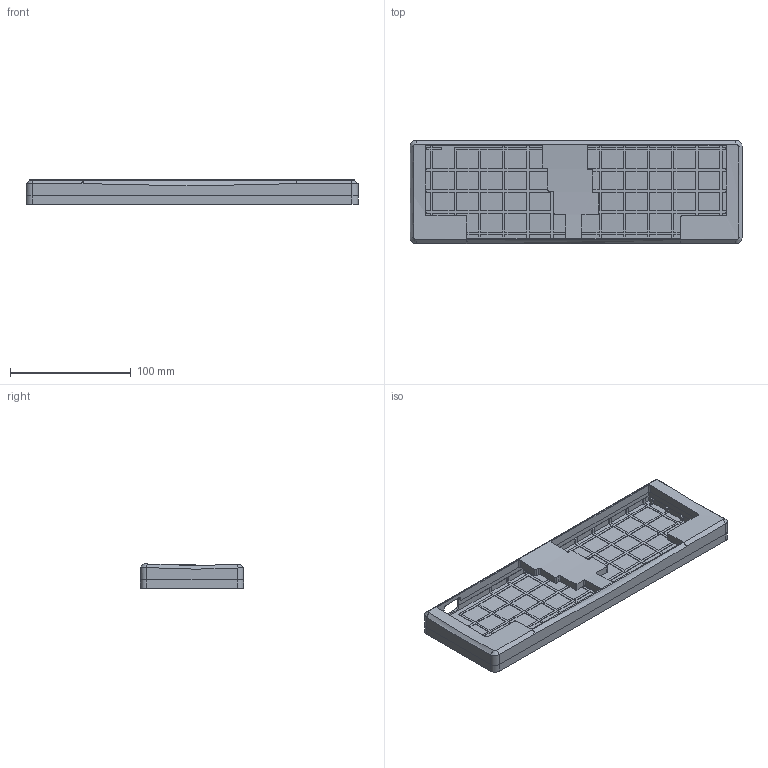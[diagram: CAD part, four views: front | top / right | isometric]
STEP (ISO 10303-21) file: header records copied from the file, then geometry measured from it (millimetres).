
FILE_DESCRIPTION(/* description */ (''),/* implementation_level */ '2;1');
FILE_NAME(/* name */ 'slash40-typeC v10.step',/* time_stamp */ '2024-04-27T16:03:34+09:00',/* author */ (''),/* organization */ (''),/* preprocessor_version */ 'ST-DEVELOPER v20',/* originating_system */ 'Autodesk Translation Framework v12.20.1.177',/* authorisation */ '');
FILE_SCHEMA (('AUTOMOTIVE_DESIGN { 1 0 10303 214 3 1 1 }'));
Length unit declared in the file: millimetre
Products named in the file (1): slash40-typeC
Bounding box: 275 x 85.36 x 20.24 mm (x, y, z)
Volume: 128848.7 mm3; surface area: 90607.5 mm2
Topology: 2 solids, 2 shells, 582 faces, 1544 edges, 1025 vertices
Faces by surface type: plane 509, cylinder 52, bspline 21
Full cylindrical faces by diameter (mm): 6 x4, 6.4 x4, 7.2 x8
Entity records: 19175 total; most frequent: CARTESIAN_POINT 4806, ORIENTED_EDGE 3086, DIRECTION 2646, EDGE_CURVE 1543, LINE 1368, VECTOR 1368, VERTEX_POINT 1025, EDGE_LOOP 646
